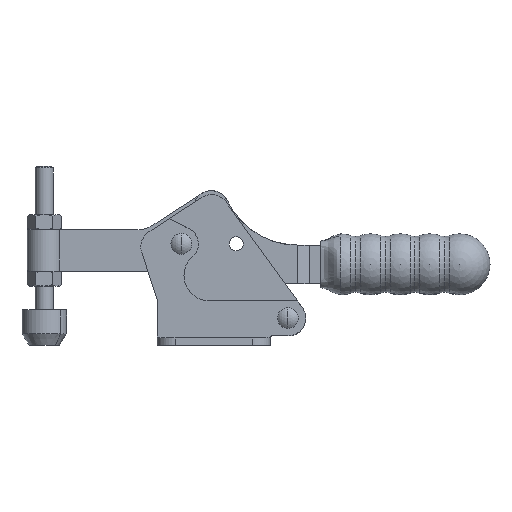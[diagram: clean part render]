
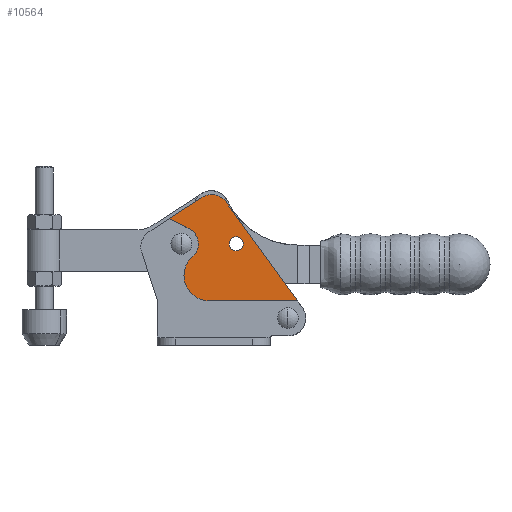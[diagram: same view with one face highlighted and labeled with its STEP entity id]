
A CAD part, top view. The second image highlights one B-rep face of the part: STEP entity #10564.
In plain terms, the highlighted planar face has unit normal (0, 0, 1).
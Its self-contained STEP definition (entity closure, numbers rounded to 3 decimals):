
#169 = CARTESIAN_POINT ( 'NONE',  ( 23.163, 48.274, 10. ) ) ;
#296 = DIRECTION ( 'NONE',  ( 1., 0., 0. ) ) ;
#435 = CARTESIAN_POINT ( 'NONE',  ( 47.211, 15., 10. ) ) ;
#506 = DIRECTION ( 'NONE',  ( 0., 0., 1. ) ) ;
#675 = EDGE_LOOP ( 'NONE', ( #6156, #4734 ) ) ;
#695 = CARTESIAN_POINT ( 'NONE',  ( 24.2, 34.2, 10. ) ) ;
#744 = PLANE ( 'NONE',  #6808 ) ;
#763 = CARTESIAN_POINT ( 'NONE',  ( 9.011, 23.5, 10. ) ) ;
#780 = ORIENTED_EDGE ( 'NONE', *, *, #7947, .T. ) ;
#926 = CIRCLE ( 'NONE', #1905, 8.5 ) ;
#938 = VECTOR ( 'NONE', #2132, 1000. ) ;
#1014 = VERTEX_POINT ( 'NONE', #3194 ) ;
#1068 = LINE ( 'NONE', #9024, #9495 ) ;
#1150 = DIRECTION ( 'NONE',  ( 1., 0., 0. ) ) ;
#1358 = CARTESIAN_POINT ( 'NONE',  ( 17.511, 15., 10. ) ) ;
#1549 = DIRECTION ( 'NONE',  ( 1., 0., 0. ) ) ;
#1772 = DIRECTION ( 'NONE',  ( 1., 0., 0. ) ) ;
#1905 = AXIS2_PLACEMENT_3D ( 'NONE', #4568, #7186, #6939 ) ;
#2034 = CIRCLE ( 'NONE', #5764, 8.5 ) ;
#2132 = DIRECTION ( 'NONE',  ( 0.89, -0.456, 0. ) ) ;
#2270 = EDGE_CURVE ( 'NONE', #7131, #6358, #1068, .T. ) ;
#2509 = VERTEX_POINT ( 'NONE', #695 ) ;
#2798 = EDGE_CURVE ( 'NONE', #3830, #9070, #10372, .T. ) ;
#2822 = EDGE_CURVE ( 'NONE', #7073, #5621, #926, .T. ) ;
#2887 = CARTESIAN_POINT ( 'NONE',  ( 15.032, 49.791, 10. ) ) ;
#2919 = EDGE_CURVE ( 'NONE', #5621, #4175, #2034, .T. ) ;
#2959 = CIRCLE ( 'NONE', #8481, 5.75 ) ;
#3141 = DIRECTION ( 'NONE',  ( 0., 0., -1. ) ) ;
#3194 = CARTESIAN_POINT ( 'NONE',  ( 10.72, 39.319, 10. ) ) ;
#3342 = CIRCLE ( 'NONE', #4871, 2.4 ) ;
#3350 = DIRECTION ( 'NONE',  ( -0.586, 0.81, 0. ) ) ;
#3374 = LINE ( 'NONE', #4162, #9670 ) ;
#3588 = CARTESIAN_POINT ( 'NONE',  ( 11.898, 29.882, 10. ) ) ;
#3830 = VERTEX_POINT ( 'NONE', #2887 ) ;
#3925 = EDGE_CURVE ( 'NONE', #6358, #3830, #10251, .T. ) ;
#4010 = CARTESIAN_POINT ( 'NONE',  ( 4.112, 42.7, 10. ) ) ;
#4162 = CARTESIAN_POINT ( 'NONE',  ( 17.511, 15., 10. ) ) ;
#4175 = VERTEX_POINT ( 'NONE', #1358 ) ;
#4476 = ORIENTED_EDGE ( 'NONE', *, *, #2270, .T. ) ;
#4483 = AXIS2_PLACEMENT_3D ( 'NONE', #5414, #506, #6217 ) ;
#4568 = CARTESIAN_POINT ( 'NONE',  ( 17.511, 23.5, 10. ) ) ;
#4734 = ORIENTED_EDGE ( 'NONE', *, *, #5393, .F. ) ;
#4821 = CIRCLE ( 'NONE', #4483, 2.4 ) ;
#4871 = AXIS2_PLACEMENT_3D ( 'NONE', #10072, #5186, #296 ) ;
#4988 = ORIENTED_EDGE ( 'NONE', *, *, #3925, .T. ) ;
#5016 = LINE ( 'NONE', #7053, #938 ) ;
#5186 = DIRECTION ( 'NONE',  ( 0., 0., 1. ) ) ;
#5234 = DIRECTION ( 'NONE',  ( 1., 0., 0. ) ) ;
#5393 = EDGE_CURVE ( 'NONE', #2509, #9167, #4821, .T. ) ;
#5414 = CARTESIAN_POINT ( 'NONE',  ( 26.6, 34.2, 10. ) ) ;
#5621 = VERTEX_POINT ( 'NONE', #763 ) ;
#5764 = AXIS2_PLACEMENT_3D ( 'NONE', #9241, #9945, #1150 ) ;
#5879 = ORIENTED_EDGE ( 'NONE', *, *, #8702, .T. ) ;
#6156 = ORIENTED_EDGE ( 'NONE', *, *, #7576, .F. ) ;
#6217 = DIRECTION ( 'NONE',  ( 1., 0., 0. ) ) ;
#6348 = ORIENTED_EDGE ( 'NONE', *, *, #2798, .T. ) ;
#6350 = EDGE_CURVE ( 'NONE', #4175, #7131, #3374, .T. ) ;
#6358 = VERTEX_POINT ( 'NONE', #169 ) ;
#6425 = DIRECTION ( 'NONE',  ( 0., 0., 1. ) ) ;
#6450 = ORIENTED_EDGE ( 'NONE', *, *, #2919, .T. ) ;
#6808 = AXIS2_PLACEMENT_3D ( 'NONE', #8051, #6425, #1549 ) ;
#6832 = CARTESIAN_POINT ( 'NONE',  ( 4.112, 42.7, 10. ) ) ;
#6939 = DIRECTION ( 'NONE',  ( 1., 0., 0. ) ) ;
#6973 = ORIENTED_EDGE ( 'NONE', *, *, #6350, .T. ) ;
#7053 = CARTESIAN_POINT ( 'NONE',  ( 4.112, 42.7, 10. ) ) ;
#7073 = VERTEX_POINT ( 'NONE', #3588 ) ;
#7082 = FACE_BOUND ( 'NONE', #675, .T. ) ;
#7131 = VERTEX_POINT ( 'NONE', #435 ) ;
#7186 = DIRECTION ( 'NONE',  ( 0., 0., 1. ) ) ;
#7350 = FACE_OUTER_BOUND ( 'NONE', #7505, .T. ) ;
#7505 = EDGE_LOOP ( 'NONE', ( #4988, #6348, #5879, #780, #9296, #6450, #6973, #4476 ) ) ;
#7576 = EDGE_CURVE ( 'NONE', #9167, #2509, #3342, .T. ) ;
#7615 = DIRECTION ( 'NONE',  ( -0.839, -0.545, 0. ) ) ;
#7947 = EDGE_CURVE ( 'NONE', #1014, #7073, #2959, .T. ) ;
#8051 = CARTESIAN_POINT ( 'NONE',  ( 18.3, 44.759, 10. ) ) ;
#8053 = CARTESIAN_POINT ( 'NONE',  ( 8.1, 34.2, 10. ) ) ;
#8191 = VECTOR ( 'NONE', #7615, 1000. ) ;
#8481 = AXIS2_PLACEMENT_3D ( 'NONE', #8053, #3141, #8863 ) ;
#8702 = EDGE_CURVE ( 'NONE', #9070, #1014, #5016, .T. ) ;
#8863 = DIRECTION ( 'NONE',  ( 1., 0., 0. ) ) ;
#9024 = CARTESIAN_POINT ( 'NONE',  ( 47.211, 15., 10. ) ) ;
#9070 = VERTEX_POINT ( 'NONE', #6832 ) ;
#9116 = AXIS2_PLACEMENT_3D ( 'NONE', #9207, #10139, #5234 ) ;
#9167 = VERTEX_POINT ( 'NONE', #9417 ) ;
#9207 = CARTESIAN_POINT ( 'NONE',  ( 18.3, 44.759, 10. ) ) ;
#9241 = CARTESIAN_POINT ( 'NONE',  ( 17.511, 23.5, 10. ) ) ;
#9296 = ORIENTED_EDGE ( 'NONE', *, *, #2822, .T. ) ;
#9417 = CARTESIAN_POINT ( 'NONE',  ( 29., 34.2, 10. ) ) ;
#9495 = VECTOR ( 'NONE', #3350, 1000. ) ;
#9670 = VECTOR ( 'NONE', #1772, 1000. ) ;
#9945 = DIRECTION ( 'NONE',  ( 0., 0., 1. ) ) ;
#10072 = CARTESIAN_POINT ( 'NONE',  ( 26.6, 34.2, 10. ) ) ;
#10139 = DIRECTION ( 'NONE',  ( 0., 0., 1. ) ) ;
#10251 = CIRCLE ( 'NONE', #9116, 6. ) ;
#10372 = LINE ( 'NONE', #4010, #8191 ) ;
#10564 = ADVANCED_FACE ( 'NONE', ( #7082, #7350 ), #744, .T. ) ;
